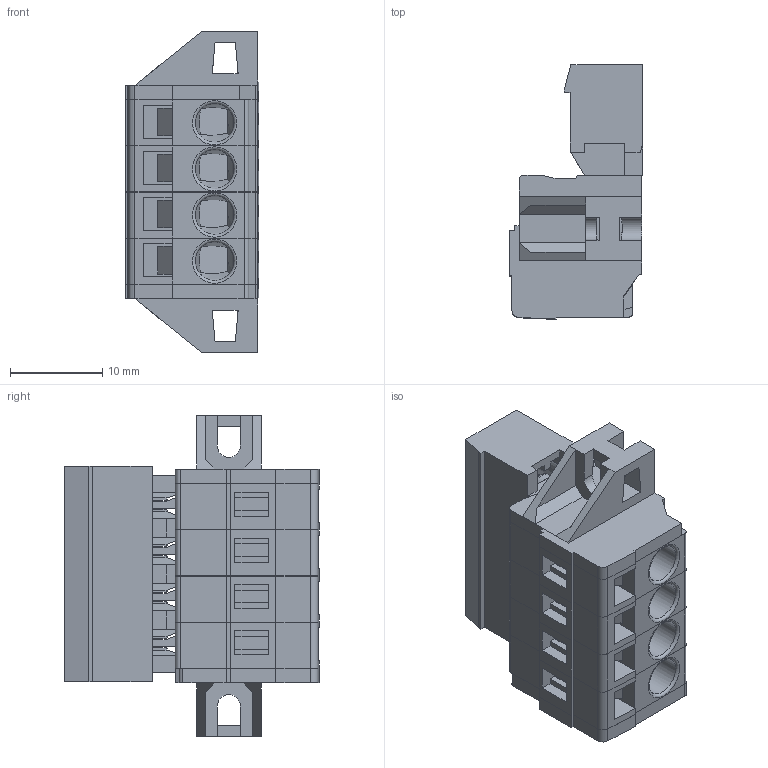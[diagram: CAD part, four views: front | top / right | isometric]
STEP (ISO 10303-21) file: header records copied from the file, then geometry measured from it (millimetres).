
FILE_DESCRIPTION( ( 'STEP AP214' ), '1' );
FILE_NAME( 'MZ701-50006E-20230407.stp', '2023-04-07T07:11:47', ( ' ' ), ( ' ' ), 'XStep 1.0', ' ', ' ' );
FILE_SCHEMA( ( 'CONFIG_CONTROL_DESIGN) ( )' ) );
Length unit declared in the file: metre
Products named in the file (1): 1
Bounding box: 14.5 x 27.6 x 34.8 mm (x, y, z)
Volume: 5604.6 mm3; surface area: 6990.4 mm2
Topology: 1 solids, 1 shells, 678 faces, 1931 edges, 1252 vertices
Faces by surface type: plane 585, cylinder 58, cone 20, torus 15
Full cylindrical faces by diameter (mm): 0.6 x1, 1.36 x7, 2.76 x4, 4.2 x4
Entity records: 27232 total; most frequent: CARTESIAN_POINT 4213, ORIENTED_EDGE 3786, DIRECTION 3390, EDGE_CURVE 1893, LINE 1650, VECTOR 1650, VERTEX_POINT 1245, AXIS2_PLACEMENT_3D 870
